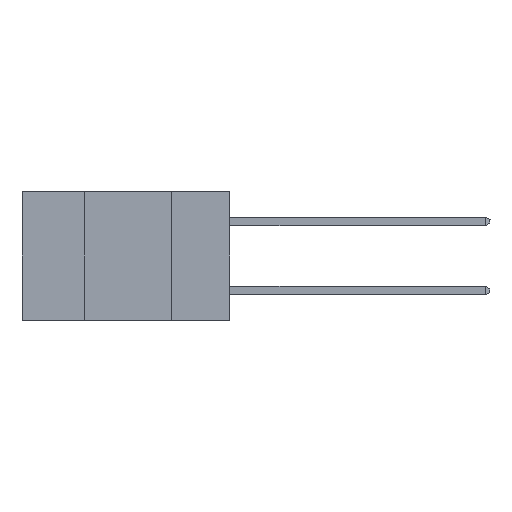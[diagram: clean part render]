
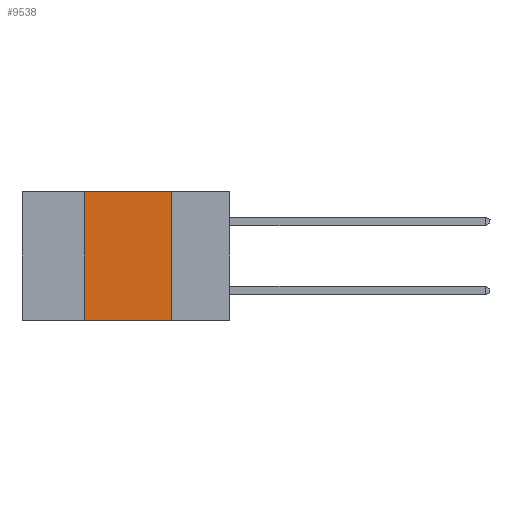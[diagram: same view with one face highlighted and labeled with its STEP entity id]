
A CAD part, left-side view. The second image highlights one B-rep face of the part: STEP entity #9538.
In plain terms, the highlighted planar face has unit normal (-1, 0, 0).
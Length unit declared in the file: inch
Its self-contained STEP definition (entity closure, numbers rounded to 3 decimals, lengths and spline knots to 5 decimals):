
#716 = PLANE ( 'NONE',  #13270 ) ;
#974 = ORIENTED_EDGE ( 'NONE', *, *, #17653, .F. ) ;
#1310 = DIRECTION ( 'NONE',  ( 0., 0., -1. ) ) ;
#1330 = DIRECTION ( 'NONE',  ( 1., 0., 0. ) ) ;
#1447 = CARTESIAN_POINT ( 'NONE',  ( 0., 0.42, -0.37 ) ) ;
#1532 = VECTOR ( 'NONE', #1310, 39.37008 ) ;
#2116 = CARTESIAN_POINT ( 'NONE',  ( 0., 0.17, -0.37 ) ) ;
#2787 = VECTOR ( 'NONE', #23372, 39.37008 ) ;
#3187 = LINE ( 'NONE', #10750, #1532 ) ;
#3460 = LINE ( 'NONE', #1447, #17987 ) ;
#4264 = VERTEX_POINT ( 'NONE', #6328 ) ;
#5456 = EDGE_LOOP ( 'NONE', ( #974, #17939, #11719, #7524 ) ) ;
#6328 = CARTESIAN_POINT ( 'NONE',  ( 0., 0.42, -0.37 ) ) ;
#7524 = ORIENTED_EDGE ( 'NONE', *, *, #11438, .T. ) ;
#7622 = VERTEX_POINT ( 'NONE', #2116 ) ;
#9538 = ADVANCED_FACE ( 'NONE', ( #17686 ), #716, .F. ) ;
#9592 = CARTESIAN_POINT ( 'NONE',  ( 0., 0.6, 0. ) ) ;
#9602 = EDGE_CURVE ( 'NONE', #4264, #19139, #3460, .T. ) ;
#9835 = DIRECTION ( 'NONE',  ( 0., -1., 0. ) ) ;
#10750 = CARTESIAN_POINT ( 'NONE',  ( 0., 0.17, -0.37 ) ) ;
#10891 = DIRECTION ( 'NONE',  ( 0., 0., 1. ) ) ;
#11284 = EDGE_CURVE ( 'NONE', #19139, #19234, #11430, .T. ) ;
#11430 = LINE ( 'NONE', #9592, #16995 ) ;
#11438 = EDGE_CURVE ( 'NONE', #4264, #7622, #21276, .T. ) ;
#11719 = ORIENTED_EDGE ( 'NONE', *, *, #9602, .F. ) ;
#12406 = CARTESIAN_POINT ( 'NONE',  ( 0., 0.6, -0.37 ) ) ;
#13270 = AXIS2_PLACEMENT_3D ( 'NONE', #16675, #1330, #18414 ) ;
#16675 = CARTESIAN_POINT ( 'NONE',  ( 0., 0.6, 0. ) ) ;
#16995 = VECTOR ( 'NONE', #9835, 39.37008 ) ;
#17653 = EDGE_CURVE ( 'NONE', #19234, #7622, #3187, .T. ) ;
#17686 = FACE_OUTER_BOUND ( 'NONE', #5456, .T. ) ;
#17939 = ORIENTED_EDGE ( 'NONE', *, *, #11284, .F. ) ;
#17987 = VECTOR ( 'NONE', #10891, 39.37008 ) ;
#18414 = DIRECTION ( 'NONE',  ( 0., 0., -1. ) ) ;
#19139 = VERTEX_POINT ( 'NONE', #19169 ) ;
#19169 = CARTESIAN_POINT ( 'NONE',  ( 0., 0.42, 0. ) ) ;
#19234 = VERTEX_POINT ( 'NONE', #21495 ) ;
#21276 = LINE ( 'NONE', #12406, #2787 ) ;
#21495 = CARTESIAN_POINT ( 'NONE',  ( 0., 0.17, 0. ) ) ;
#23372 = DIRECTION ( 'NONE',  ( 0., -1., 0. ) ) ;
